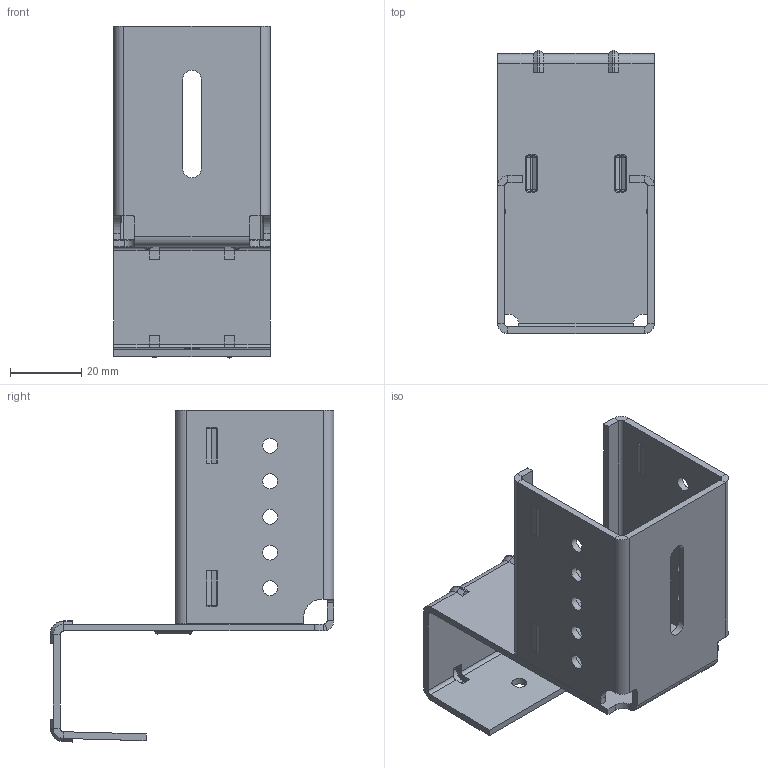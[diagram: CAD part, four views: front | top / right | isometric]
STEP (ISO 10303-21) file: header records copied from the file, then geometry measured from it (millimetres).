
FILE_DESCRIPTION(/* description */ (''),/* implementation_level */ '2;1');
FILE_NAME(/* name */ '13243_KriTec_Einhaengehalter_AL_D28.stp',/* time_stamp */ '2015-10-02T09:06:53+02:00',/* author */ ('kostic'),/* organization */ (''),/* preprocessor_version */ 'ST-DEVELOPER v15.2',/* originating_system */ 'Autodesk Inventor 2014',/* authorisation */ '');
FILE_SCHEMA (('CONFIG_CONTROL_DESIGN'));
Length unit declared in the file: millimetre
Products named in the file (1): 13243_KriTec_Einhaengehalter_AL_D28
Bounding box: 44 x 79.62 x 93.16 mm (x, y, z)
Volume: 25270.5 mm3; surface area: 28736.5 mm2
Topology: 5 solids, 5 shells, 419 faces, 967 edges, 554 vertices
Faces by surface type: plane 172, cylinder 161, bspline 50, sphere 24, cone 8, torus 4
Full cylindrical faces by diameter (mm): 4.2 x11
Entity records: 13048 total; most frequent: CARTESIAN_POINT 3916, ORIENTED_EDGE 1896, DIRECTION 1838, EDGE_CURVE 948, AXIS2_PLACEMENT_3D 652, VERTEX_POINT 554, LINE 534, VECTOR 534
